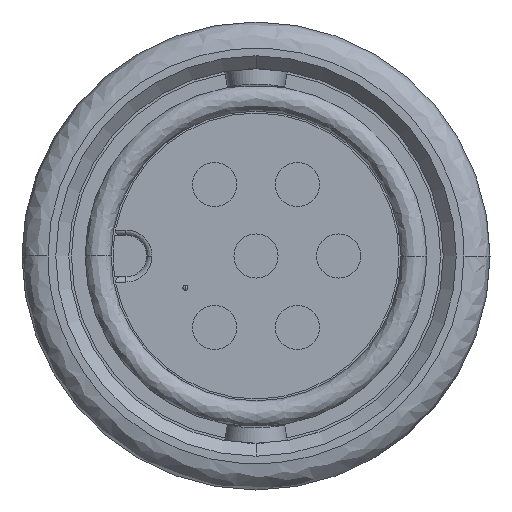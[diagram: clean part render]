
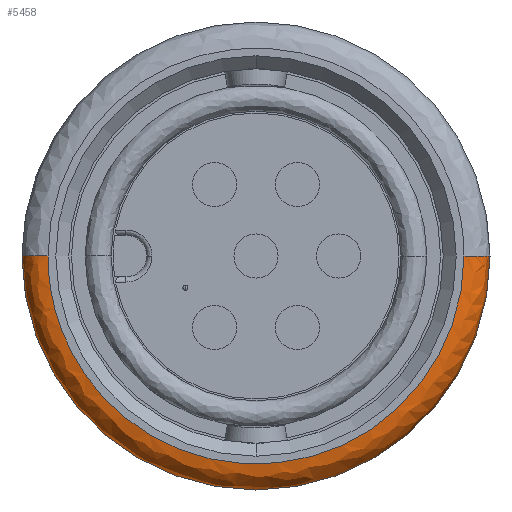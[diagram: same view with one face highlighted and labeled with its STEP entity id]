
A CAD part, left-side view. The second image highlights one B-rep face of the part: STEP entity #5458.
In plain terms, the highlighted free-form (B-spline) face has degree [3, 3] with [4, 4] control points.
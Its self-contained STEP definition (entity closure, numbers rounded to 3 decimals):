
#137 = DIRECTION ( 'NONE',  ( 0., 1., 0. ) ) ;
#154 = DIRECTION ( 'NONE',  ( 0., 0., -1. ) ) ;
#167 = CARTESIAN_POINT ( 'NONE',  ( -12.4, 8., 0. ) ) ;
#638 = DIRECTION ( 'NONE',  ( 0., -1., 0. ) ) ;
#1260 = CARTESIAN_POINT ( 'NONE',  ( -13.4, 8., 0. ) ) ;
#1275 = CARTESIAN_POINT ( 'NONE',  ( -13.4, 8., -16. ) ) ;
#1282 = CARTESIAN_POINT ( 'NONE',  ( -13.4, -8., -16. ) ) ;
#1290 = CARTESIAN_POINT ( 'NONE',  ( -13.4, -8., 0. ) ) ;
#1811 = VERTEX_POINT ( 'NONE', #5958 ) ;
#3588 = CARTESIAN_POINT ( 'NONE',  ( -12.4, -8., 0. ) ) ;
#4294 = CIRCLE ( 'NONE', #10512, 1. ) ;
#5230 = VERTEX_POINT ( 'NONE', #9318 ) ;
#5458 = ADVANCED_FACE ( 'NONE', ( #13383 ), #13889, .T. ) ;
#5497 = DIRECTION ( 'NONE',  ( 0., -1., 0. ) ) ;
#5525 = DIRECTION ( 'NONE',  ( -1., 0., 0. ) ) ;
#5958 = CARTESIAN_POINT ( 'NONE',  ( -12.4, 9., 0. ) ) ;
#6060 = EDGE_CURVE ( 'NONE', #5230, #7245, #14031, .T. ) ;
#6184 = EDGE_CURVE ( 'NONE', #7245, #1811, #4294, .T. ) ;
#6226 = EDGE_CURVE ( 'NONE', #1811, #11727, #10579, .T. ) ;
#6246 = EDGE_CURVE ( 'NONE', #5230, #11727, #6390, .T. ) ;
#6264 = CARTESIAN_POINT ( 'NONE',  ( -12.4, 0., 0. ) ) ;
#6390 = CIRCLE ( 'NONE', #9409, 1. ) ;
#6920 = CARTESIAN_POINT ( 'NONE',  ( -12.4, -9., 0. ) ) ;
#6932 = CARTESIAN_POINT ( 'NONE',  ( -12.4, -9., -18. ) ) ;
#6936 = CARTESIAN_POINT ( 'NONE',  ( -12.4, 9., -18. ) ) ;
#6949 = CARTESIAN_POINT ( 'NONE',  ( -12.4, 9., 0. ) ) ;
#6954 = CARTESIAN_POINT ( 'NONE',  ( -12.986, -9., 0. ) ) ;
#6965 = CARTESIAN_POINT ( 'NONE',  ( -12.986, -9., -18. ) ) ;
#6980 = CARTESIAN_POINT ( 'NONE',  ( -12.986, 9., -18. ) ) ;
#7002 = CARTESIAN_POINT ( 'NONE',  ( -12.986, 9., 0. ) ) ;
#7010 = CARTESIAN_POINT ( 'NONE',  ( -13.4, -8.586, 0. ) ) ;
#7024 = CARTESIAN_POINT ( 'NONE',  ( -13.4, -8.586, -17.172 ) ) ;
#7038 = CARTESIAN_POINT ( 'NONE',  ( -13.4, 8.586, -17.172 ) ) ;
#7042 = CARTESIAN_POINT ( 'NONE',  ( -13.4, 8.586, 0. ) ) ;
#7077 = CARTESIAN_POINT ( 'NONE',  ( -13.4, -8., 0. ) ) ;
#7092 = CARTESIAN_POINT ( 'NONE',  ( -13.4, -8., -16. ) ) ;
#7167 = CARTESIAN_POINT ( 'NONE',  ( -13.4, 8., -16. ) ) ;
#7245 = VERTEX_POINT ( 'NONE', #11248 ) ;
#7257 = CARTESIAN_POINT ( 'NONE',  ( -13.4, 8., 0. ) ) ;
#7386 = CARTESIAN_POINT ( 'NONE',  ( -12.4, -9., 0. ) ) ;
#7868 = EDGE_LOOP ( 'NONE', ( #11872, #11855, #11685, #11243 ) ) ;
#9318 = CARTESIAN_POINT ( 'NONE',  ( -13.4, -8., 0. ) ) ;
#9409 = AXIS2_PLACEMENT_3D ( 'NONE', #3588, #14095, #5497 ) ;
#10218 = AXIS2_PLACEMENT_3D ( 'NONE', #6264, #5525, #638 ) ;
#10512 = AXIS2_PLACEMENT_3D ( 'NONE', #167, #154, #137 ) ;
#10579 = CIRCLE ( 'NONE', #10218, 9. ) ;
#11243 = ORIENTED_EDGE ( 'NONE', *, *, #6246, .F. ) ;
#11248 = CARTESIAN_POINT ( 'NONE',  ( -13.4, 8., 0. ) ) ;
#11685 = ORIENTED_EDGE ( 'NONE', *, *, #6226, .T. ) ;
#11727 = VERTEX_POINT ( 'NONE', #7386 ) ;
#11855 = ORIENTED_EDGE ( 'NONE', *, *, #6184, .T. ) ;
#11872 = ORIENTED_EDGE ( 'NONE', *, *, #6060, .T. ) ;
#13383 = FACE_OUTER_BOUND ( 'NONE', #7868, .T. ) ;
#13889 =( BOUNDED_SURFACE ( )  B_SPLINE_SURFACE ( 3, 3, ( 
 ( #7257, #7167, #7092, #7077 ),
 ( #7042, #7038, #7024, #7010 ),
 ( #7002, #6980, #6965, #6954 ),
 ( #6949, #6936, #6932, #6920 ) ),
 .UNSPECIFIED., .F., .F., .F. ) 
 B_SPLINE_SURFACE_WITH_KNOTS ( ( 4, 4 ),
 ( 4, 4 ),
 ( 0., 1. ),
 ( 0., 1. ),
 .UNSPECIFIED. ) 
 GEOMETRIC_REPRESENTATION_ITEM ( )  RATIONAL_B_SPLINE_SURFACE ( (
 ( 1., 0.333, 0.333, 1.),
 ( 0.805, 0.268, 0.268, 0.805),
 ( 0.805, 0.268, 0.268, 0.805),
 ( 1., 0.333, 0.333, 1.) ) ) 
 REPRESENTATION_ITEM ( '' )  SURFACE ( )  );
#14031 =( BOUNDED_CURVE ( )  B_SPLINE_CURVE ( 3, ( #1290, #1282, #1275, #1260 ),
 .UNSPECIFIED., .F., .F. ) 
 B_SPLINE_CURVE_WITH_KNOTS ( ( 4, 4 ),
 ( 0., 1. ),
 .UNSPECIFIED. ) 
 CURVE ( )  GEOMETRIC_REPRESENTATION_ITEM ( )  RATIONAL_B_SPLINE_CURVE ( ( 1., 0.333, 0.333, 1. ) ) 
 REPRESENTATION_ITEM ( '' )  );
#14095 = DIRECTION ( 'NONE',  ( 0., 0., 1. ) ) ;
